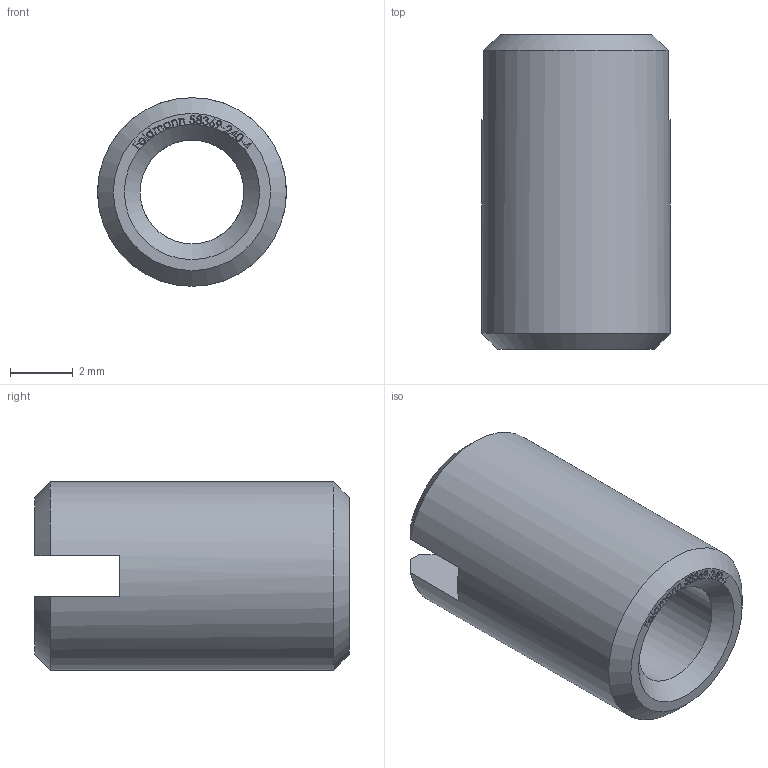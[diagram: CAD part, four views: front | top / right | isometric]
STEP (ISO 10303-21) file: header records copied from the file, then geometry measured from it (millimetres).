
FILE_DESCRIPTION (( 'STEP AP203' ), '1' );
FILE_NAME ('58369-240-4.step', '2020-01-28T14:25:43', ( '' ), ( '' ), 'SwSTEP 2.0', 'SolidWorks 2015', '' );
FILE_SCHEMA (( 'CONFIG_CONTROL_DESIGN' ));
Length unit declared in the file: millimetre
Products named in the file (2): 58369-240-4
Bounding box: 6 x 10 x 6 mm (x, y, z)
Volume: 180.9 mm3; surface area: 318.1 mm2
Topology: 1 solids, 1 shells, 275 faces, 737 edges, 496 vertices
Faces by surface type: plane 147, bspline 120, cone 6, cylinder 2
Full cylindrical faces by diameter (mm): 3.3 x1, 6 x1
Entity records: 15713 total; most frequent: CARTESIAN_POINT 9543, ORIENTED_EDGE 1454, DIRECTION 809, EDGE_CURVE 727, VERTEX_POINT 486, VECTOR 463, LINE 463, EDGE_LOOP 309
